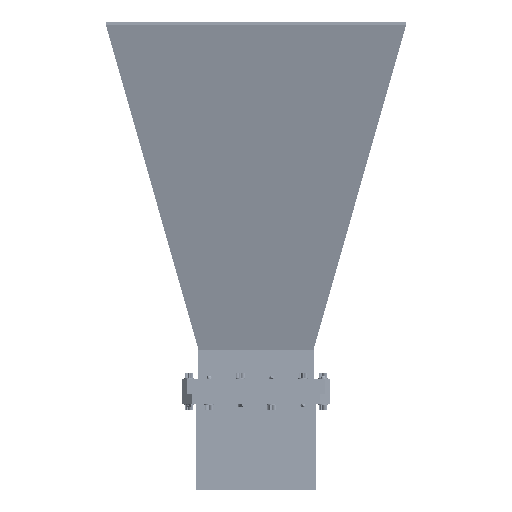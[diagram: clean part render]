
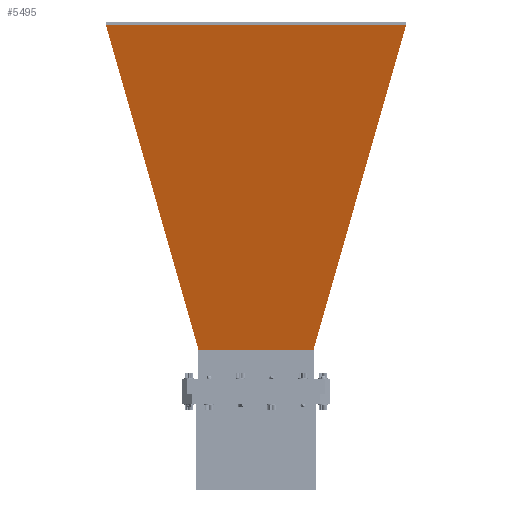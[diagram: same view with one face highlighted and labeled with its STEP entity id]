
A CAD part, front view. The second image highlights one B-rep face of the part: STEP entity #5495.
In plain terms, the highlighted face is planar.
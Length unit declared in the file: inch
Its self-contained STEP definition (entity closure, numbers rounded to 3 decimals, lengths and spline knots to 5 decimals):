
#210 = DIRECTION ( 'NONE',  ( -0.971, 0., -0.239 ) ) ;
#224 = VERTEX_POINT ( 'NONE', #16285 ) ;
#429 = DIRECTION ( 'NONE',  ( 0., -1., 0. ) ) ;
#748 = CARTESIAN_POINT ( 'NONE',  ( -1.79607, 0., 6.20991 ) ) ;
#2162 = PLANE ( 'NONE',  #10267 ) ;
#2681 = FACE_OUTER_BOUND ( 'NONE', #23034, .T. ) ;
#3163 = CARTESIAN_POINT ( 'NONE',  ( -2.83056, 3.90752, 10.40907 ) ) ;
#5311 = CARTESIAN_POINT ( 'NONE',  ( -0.74882, -1.49923, 1.95895 ) ) ;
#5495 = ADVANCED_FACE ( 'NONE', ( #2681 ), #2162, .T. ) ;
#5640 = LINE ( 'NONE', #3163, #6525 ) ;
#5673 = EDGE_CURVE ( 'NONE', #21990, #19079, #9225, .T. ) ;
#6034 = CARTESIAN_POINT ( 'NONE',  ( -0.74882, -1.49923, 1.95895 ) ) ;
#6151 = VECTOR ( 'NONE', #7579, 39.37008 ) ;
#6525 = VECTOR ( 'NONE', #11134, 39.37008 ) ;
#7396 = DIRECTION ( 'NONE',  ( -0.231, -0.267, 0.936 ) ) ;
#7579 = DIRECTION ( 'NONE',  ( 0., 1., 0. ) ) ;
#9225 = LINE ( 'NONE', #5311, #10223 ) ;
#10223 = VECTOR ( 'NONE', #7396, 39.37008 ) ;
#10267 = AXIS2_PLACEMENT_3D ( 'NONE', #748, #210, #16653 ) ;
#10314 = EDGE_CURVE ( 'NONE', #20534, #21990, #22259, .T. ) ;
#11134 = DIRECTION ( 'NONE',  ( 0.231, -0.267, -0.936 ) ) ;
#11145 = LINE ( 'NONE', #15058, #6151 ) ;
#12299 = CARTESIAN_POINT ( 'NONE',  ( -0.74882, 0., 1.95895 ) ) ;
#13480 = CARTESIAN_POINT ( 'NONE',  ( -2.83056, -3.90752, 10.40907 ) ) ;
#15058 = CARTESIAN_POINT ( 'NONE',  ( -2.83056, 0., 10.40907 ) ) ;
#15426 = ORIENTED_EDGE ( 'NONE', *, *, #5673, .T. ) ;
#16285 = CARTESIAN_POINT ( 'NONE',  ( -2.83056, 3.90752, 10.40907 ) ) ;
#16383 = ORIENTED_EDGE ( 'NONE', *, *, #21178, .T. ) ;
#16653 = DIRECTION ( 'NONE',  ( -0.239, 0., 0.971 ) ) ;
#17185 = CARTESIAN_POINT ( 'NONE',  ( -0.74882, 1.49923, 1.95895 ) ) ;
#18281 = ORIENTED_EDGE ( 'NONE', *, *, #23993, .T. ) ;
#19079 = VERTEX_POINT ( 'NONE', #13480 ) ;
#19082 = ORIENTED_EDGE ( 'NONE', *, *, #10314, .T. ) ;
#20534 = VERTEX_POINT ( 'NONE', #17185 ) ;
#21178 = EDGE_CURVE ( 'NONE', #19079, #224, #11145, .T. ) ;
#21990 = VERTEX_POINT ( 'NONE', #6034 ) ;
#22259 = LINE ( 'NONE', #12299, #25538 ) ;
#23034 = EDGE_LOOP ( 'NONE', ( #19082, #15426, #16383, #18281 ) ) ;
#23993 = EDGE_CURVE ( 'NONE', #224, #20534, #5640, .T. ) ;
#25538 = VECTOR ( 'NONE', #429, 39.37008 ) ;
